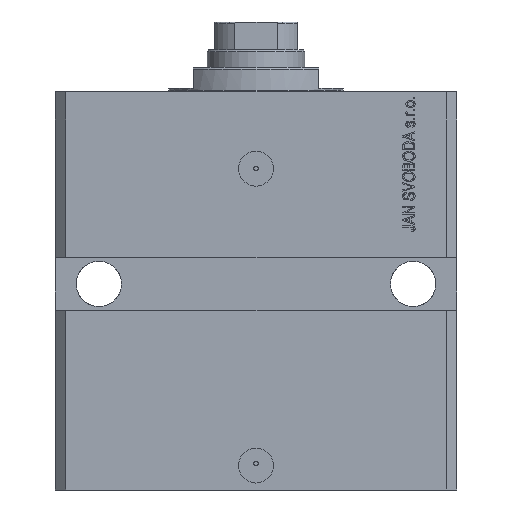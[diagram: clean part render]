
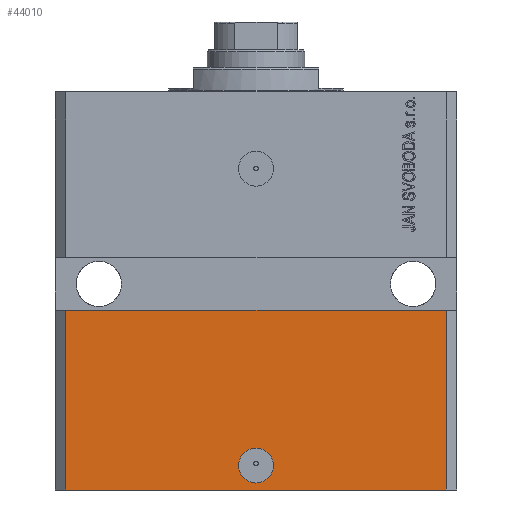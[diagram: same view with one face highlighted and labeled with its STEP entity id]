
A CAD part, front view. The second image highlights one B-rep face of the part: STEP entity #44010.
In plain terms, the highlighted planar face has unit normal (0, -1, 0).
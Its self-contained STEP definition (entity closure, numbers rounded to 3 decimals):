
#195 = VECTOR ( 'NONE', #12073, 1000. ) ;
#606 = EDGE_CURVE ( 'NONE', #45860, #30699, #15700, .T. ) ;
#759 = AXIS2_PLACEMENT_3D ( 'NONE', #31313, #47470, #46497 ) ;
#2397 = CARTESIAN_POINT ( 'NONE',  ( 54.5, -45., -62.5 ) ) ;
#3113 = ORIENTED_EDGE ( 'NONE', *, *, #6008, .F. ) ;
#6008 = EDGE_CURVE ( 'NONE', #28338, #9329, #20357, .T. ) ;
#6366 = CARTESIAN_POINT ( 'NONE',  ( -54.5, -45., -114. ) ) ;
#9329 = VERTEX_POINT ( 'NONE', #12693 ) ;
#10752 = DIRECTION ( 'NONE',  ( 0., 0., 1. ) ) ;
#11893 = DIRECTION ( 'NONE',  ( 1., 0., 0. ) ) ;
#12073 = DIRECTION ( 'NONE',  ( 0., 0., 1. ) ) ;
#12250 = DIRECTION ( 'NONE',  ( 0., -1., 0. ) ) ;
#12693 = CARTESIAN_POINT ( 'NONE',  ( 5., -45., -107. ) ) ;
#13076 = FACE_OUTER_BOUND ( 'NONE', #17051, .T. ) ;
#15630 = DIRECTION ( 'NONE',  ( 1., 0., 0. ) ) ;
#15700 = LINE ( 'NONE', #41098, #31276 ) ;
#16893 = AXIS2_PLACEMENT_3D ( 'NONE', #39946, #35716, #31732 ) ;
#17051 = EDGE_LOOP ( 'NONE', ( #34414, #39604, #29111, #34441 ) ) ;
#17057 = FACE_BOUND ( 'NONE', #26769, .T. ) ;
#18805 = LINE ( 'NONE', #26751, #195 ) ;
#20170 = ORIENTED_EDGE ( 'NONE', *, *, #32614, .F. ) ;
#20357 = CIRCLE ( 'NONE', #26733, 5. ) ;
#22835 = LINE ( 'NONE', #27546, #22941 ) ;
#22941 = VECTOR ( 'NONE', #11893, 1000. ) ;
#23995 = VECTOR ( 'NONE', #15630, 1000. ) ;
#26733 = AXIS2_PLACEMENT_3D ( 'NONE', #31148, #12250, #41384 ) ;
#26751 = CARTESIAN_POINT ( 'NONE',  ( 54.5, -45., -114. ) ) ;
#26769 = EDGE_LOOP ( 'NONE', ( #20170, #3113 ) ) ;
#26959 = CIRCLE ( 'NONE', #759, 5. ) ;
#27546 = CARTESIAN_POINT ( 'NONE',  ( -54.5, -45., -114. ) ) ;
#28338 = VERTEX_POINT ( 'NONE', #31077 ) ;
#29111 = ORIENTED_EDGE ( 'NONE', *, *, #31221, .T. ) ;
#30699 = VERTEX_POINT ( 'NONE', #45912 ) ;
#31077 = CARTESIAN_POINT ( 'NONE',  ( -5., -45., -107. ) ) ;
#31148 = CARTESIAN_POINT ( 'NONE',  ( 0., -45., -107. ) ) ;
#31221 = EDGE_CURVE ( 'NONE', #45860, #37974, #22835, .T. ) ;
#31276 = VECTOR ( 'NONE', #10752, 1000. ) ;
#31313 = CARTESIAN_POINT ( 'NONE',  ( 0., -45., -107. ) ) ;
#31732 = DIRECTION ( 'NONE',  ( 1., 0., 0. ) ) ;
#32614 = EDGE_CURVE ( 'NONE', #9329, #28338, #26959, .T. ) ;
#34056 = VERTEX_POINT ( 'NONE', #2397 ) ;
#34293 = CARTESIAN_POINT ( 'NONE',  ( -57.5, -45., -62.5 ) ) ;
#34414 = ORIENTED_EDGE ( 'NONE', *, *, #39359, .F. ) ;
#34441 = ORIENTED_EDGE ( 'NONE', *, *, #38692, .T. ) ;
#35716 = DIRECTION ( 'NONE',  ( 0., -1., 0. ) ) ;
#36205 = PLANE ( 'NONE',  #16893 ) ;
#37974 = VERTEX_POINT ( 'NONE', #39213 ) ;
#38692 = EDGE_CURVE ( 'NONE', #37974, #34056, #18805, .T. ) ;
#39004 = LINE ( 'NONE', #34293, #23995 ) ;
#39213 = CARTESIAN_POINT ( 'NONE',  ( 54.5, -45., -114. ) ) ;
#39359 = EDGE_CURVE ( 'NONE', #30699, #34056, #39004, .T. ) ;
#39604 = ORIENTED_EDGE ( 'NONE', *, *, #606, .F. ) ;
#39946 = CARTESIAN_POINT ( 'NONE',  ( -54.5, -45., -114. ) ) ;
#41098 = CARTESIAN_POINT ( 'NONE',  ( -54.5, -45., -114. ) ) ;
#41384 = DIRECTION ( 'NONE',  ( 1., 0., 0. ) ) ;
#44010 = ADVANCED_FACE ( 'NONE', ( #17057, #13076 ), #36205, .T. ) ;
#45860 = VERTEX_POINT ( 'NONE', #6366 ) ;
#45912 = CARTESIAN_POINT ( 'NONE',  ( -54.5, -45., -62.5 ) ) ;
#46497 = DIRECTION ( 'NONE',  ( 1., 0., 0. ) ) ;
#47470 = DIRECTION ( 'NONE',  ( 0., -1., 0. ) ) ;
